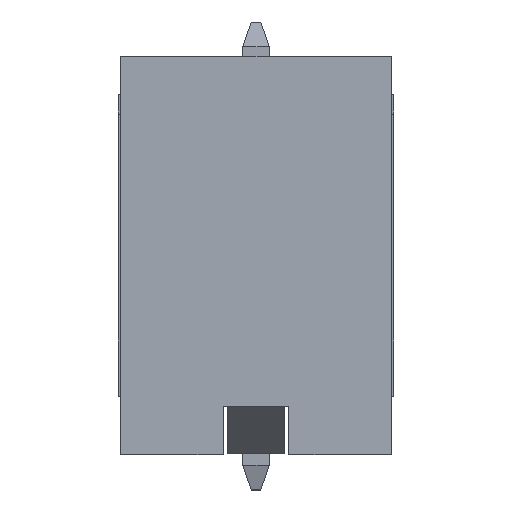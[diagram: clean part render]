
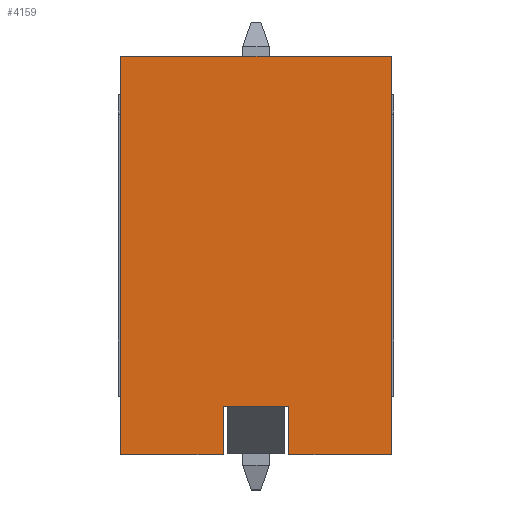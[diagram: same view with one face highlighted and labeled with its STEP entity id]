
A CAD part, top view. The second image highlights one B-rep face of the part: STEP entity #4159.
In plain terms, the highlighted planar face has unit normal (0, 0, 1).
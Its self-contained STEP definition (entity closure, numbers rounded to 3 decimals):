
#1033=ORIENTED_EDGE('',*,*,#1736,.F.);
#1034=ORIENTED_EDGE('',*,*,#1737,.T.);
#1035=ORIENTED_EDGE('',*,*,#1738,.T.);
#1036=ORIENTED_EDGE('',*,*,#1735,.T.);
#1037=ORIENTED_EDGE('',*,*,#1739,.T.);
#1038=ORIENTED_EDGE('',*,*,#1740,.F.);
#1039=ORIENTED_EDGE('',*,*,#1741,.F.);
#1040=ORIENTED_EDGE('',*,*,#1729,.T.);
#1729=EDGE_CURVE('',#2161,#2160,#2697,.T.);
#1735=EDGE_CURVE('',#2163,#2166,#2703,.T.);
#1736=EDGE_CURVE('',#2167,#2160,#2704,.T.);
#1737=EDGE_CURVE('',#2167,#2168,#2705,.T.);
#1738=EDGE_CURVE('',#2168,#2163,#2706,.T.);
#1739=EDGE_CURVE('',#2166,#2169,#2707,.T.);
#1740=EDGE_CURVE('',#2170,#2169,#2708,.T.);
#1741=EDGE_CURVE('',#2161,#2170,#2709,.T.);
#2160=VERTEX_POINT('',#6458);
#2161=VERTEX_POINT('',#6460);
#2163=VERTEX_POINT('',#6466);
#2166=VERTEX_POINT('',#6471);
#2167=VERTEX_POINT('',#6475);
#2168=VERTEX_POINT('',#6477);
#2169=VERTEX_POINT('',#6480);
#2170=VERTEX_POINT('',#6482);
#2697=LINE('',#6459,#3273);
#2703=LINE('',#6472,#3279);
#2704=LINE('',#6474,#3280);
#2705=LINE('',#6476,#3281);
#2706=LINE('',#6478,#3282);
#2707=LINE('',#6479,#3283);
#2708=LINE('',#6481,#3284);
#2709=LINE('',#6483,#3285);
#3273=VECTOR('',#5289,1000.);
#3279=VECTOR('',#5297,1000.);
#3280=VECTOR('',#5300,1000.);
#3281=VECTOR('',#5301,1000.);
#3282=VECTOR('',#5302,1000.);
#3283=VECTOR('',#5303,1000.);
#3284=VECTOR('',#5304,1000.);
#3285=VECTOR('',#5305,1000.);
#3550=EDGE_LOOP('',(#1033,#1034,#1035,#1036,#1037,#1038,#1039,#1040));
#3760=FACE_BOUND('',#3550,.T.);
#3957=PLANE('',#4426);
#4159=ADVANCED_FACE('',(#3760),#3957,.F.);
#4426=AXIS2_PLACEMENT_3D('',#6473,#5298,#5299);
#5289=DIRECTION('',(0.,1.,0.));
#5297=DIRECTION('',(0.,1.,0.));
#5298=DIRECTION('',(0.,0.,-1.));
#5299=DIRECTION('',(-1.,0.,0.));
#5300=DIRECTION('',(1.,0.,0.));
#5301=DIRECTION('',(0.,1.,0.));
#5302=DIRECTION('',(1.,0.,0.));
#5303=DIRECTION('',(-1.,0.,0.));
#5304=DIRECTION('',(0.,1.,0.));
#5305=DIRECTION('',(-1.,0.,0.));
#6458=CARTESIAN_POINT('',(4.85,-0.8,4.4));
#6459=CARTESIAN_POINT('',(4.85,-3.3,4.4));
#6460=CARTESIAN_POINT('',(4.85,-3.3,4.4));
#6466=CARTESIAN_POINT('',(4.85,0.8,4.4));
#6471=CARTESIAN_POINT('',(4.85,3.3,4.4));
#6472=CARTESIAN_POINT('',(4.85,-3.3,4.4));
#6473=CARTESIAN_POINT('',(4.85,-3.3,4.4));
#6474=CARTESIAN_POINT('',(3.68,-0.8,4.4));
#6475=CARTESIAN_POINT('',(3.68,-0.8,4.4));
#6476=CARTESIAN_POINT('',(3.68,-0.8,4.4));
#6477=CARTESIAN_POINT('',(3.68,0.8,4.4));
#6478=CARTESIAN_POINT('',(3.68,0.8,4.4));
#6479=CARTESIAN_POINT('',(4.85,3.3,4.4));
#6480=CARTESIAN_POINT('',(-4.85,3.3,4.4));
#6481=CARTESIAN_POINT('',(-4.85,-3.3,4.4));
#6482=CARTESIAN_POINT('',(-4.85,-3.3,4.4));
#6483=CARTESIAN_POINT('',(4.85,-3.3,4.4));
